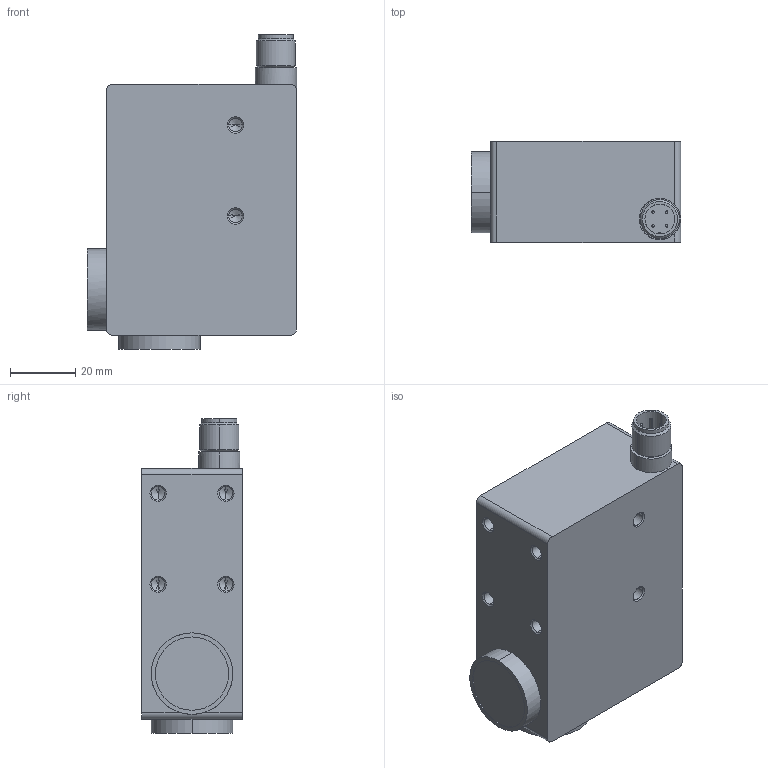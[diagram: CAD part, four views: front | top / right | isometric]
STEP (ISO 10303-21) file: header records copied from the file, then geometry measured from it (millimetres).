
FILE_DESCRIPTION(('starvars output'),'2;1');
FILE_NAME('cv20200406055455000014147.stp','05:54:55 2020/04/06',( 'Thomas Industrial Network Germany GmbH'),( 'Thomas Industrial Network Germany GmbH'),'unknown preprocess','ACIS' ,'unknown authorization');
FILE_SCHEMA(('AUTOMOTIVE_DESIGN_CC2 {UNKNOWN IMPLEMENTATION LEVEL}'));
Length unit declared in the file: millimetre
Products named in the file (1): PRODUCT_ID_1
Bounding box: 64.26 x 30.99 x 96.52 mm (x, y, z)
Volume: 144700.7 mm3; surface area: 19626.7 mm2
Topology: 1 solids, 1 shells, 115 faces, 253 edges, 148 vertices
Faces by surface type: cylinder 51, cone 40, plane 24
Entity records: 3580 total; most frequent: ORIENTED_EDGE 482, CARTESIAN_POINT 421, DIRECTION 392, EDGE_CURVE 241, VERTEX_POINT 148, AXIS2_PLACEMENT_3D 143, EDGE_LOOP 135, FACE_BOUND 135
